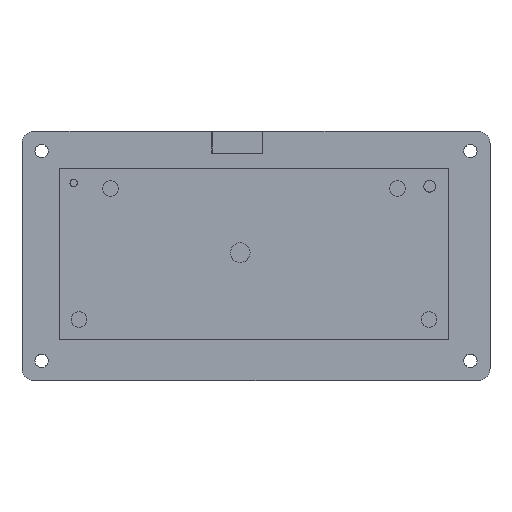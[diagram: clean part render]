
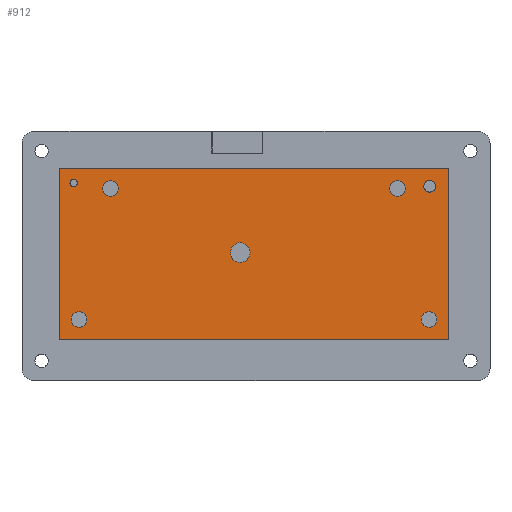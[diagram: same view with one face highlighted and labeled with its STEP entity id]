
A CAD part, top view. The second image highlights one B-rep face of the part: STEP entity #912.
In plain terms, the highlighted planar face has unit normal (0, 0, 1).
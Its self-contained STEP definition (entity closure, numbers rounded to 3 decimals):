
#29=FACE_BOUND('',#174,.T.);
#30=FACE_BOUND('',#175,.T.);
#31=FACE_BOUND('',#176,.T.);
#32=FACE_BOUND('',#177,.T.);
#33=FACE_BOUND('',#178,.T.);
#34=FACE_BOUND('',#179,.T.);
#35=FACE_BOUND('',#180,.T.);
#61=PLANE('',#1012);
#108=FACE_OUTER_BOUND('',#173,.T.);
#173=EDGE_LOOP('',(#771,#772,#773,#774));
#174=EDGE_LOOP('',(#775));
#175=EDGE_LOOP('',(#776));
#176=EDGE_LOOP('',(#777));
#177=EDGE_LOOP('',(#778));
#178=EDGE_LOOP('',(#779));
#179=EDGE_LOOP('',(#780));
#180=EDGE_LOOP('',(#781));
#260=LINE('',#1539,#333);
#261=LINE('',#1541,#334);
#262=LINE('',#1543,#335);
#263=LINE('',#1544,#336);
#333=VECTOR('',#1260,10.);
#334=VECTOR('',#1261,10.);
#335=VECTOR('',#1262,10.);
#336=VECTOR('',#1263,10.);
#350=CIRCLE('',#935,2.);
#352=CIRCLE('',#939,2.5);
#354=CIRCLE('',#943,2.);
#356=CIRCLE('',#947,2.);
#358=CIRCLE('',#951,2.);
#360=CIRCLE('',#955,1.5);
#362=CIRCLE('',#959,0.95);
#400=VERTEX_POINT('',#1333);
#402=VERTEX_POINT('',#1340);
#404=VERTEX_POINT('',#1347);
#406=VERTEX_POINT('',#1354);
#408=VERTEX_POINT('',#1361);
#410=VERTEX_POINT('',#1368);
#412=VERTEX_POINT('',#1375);
#469=VERTEX_POINT('',#1537);
#470=VERTEX_POINT('',#1538);
#471=VERTEX_POINT('',#1540);
#472=VERTEX_POINT('',#1542);
#483=EDGE_CURVE('',#400,#400,#350,.T.);
#486=EDGE_CURVE('',#402,#402,#352,.T.);
#489=EDGE_CURVE('',#404,#404,#354,.T.);
#492=EDGE_CURVE('',#406,#406,#356,.T.);
#495=EDGE_CURVE('',#408,#408,#358,.T.);
#498=EDGE_CURVE('',#410,#410,#360,.T.);
#501=EDGE_CURVE('',#412,#412,#362,.T.);
#580=EDGE_CURVE('',#469,#470,#260,.T.);
#581=EDGE_CURVE('',#471,#469,#261,.T.);
#582=EDGE_CURVE('',#472,#471,#262,.T.);
#583=EDGE_CURVE('',#470,#472,#263,.T.);
#771=ORIENTED_EDGE('',*,*,#580,.F.);
#772=ORIENTED_EDGE('',*,*,#581,.F.);
#773=ORIENTED_EDGE('',*,*,#582,.F.);
#774=ORIENTED_EDGE('',*,*,#583,.F.);
#775=ORIENTED_EDGE('',*,*,#483,.T.);
#776=ORIENTED_EDGE('',*,*,#486,.T.);
#777=ORIENTED_EDGE('',*,*,#489,.T.);
#778=ORIENTED_EDGE('',*,*,#492,.T.);
#779=ORIENTED_EDGE('',*,*,#495,.T.);
#780=ORIENTED_EDGE('',*,*,#498,.T.);
#781=ORIENTED_EDGE('',*,*,#501,.T.);
#912=ADVANCED_FACE('',(#108,#29,#30,#31,#32,#33,#34,#35),#61,.T.);
#935=AXIS2_PLACEMENT_3D('',#1335,#1048,#1049);
#939=AXIS2_PLACEMENT_3D('',#1342,#1057,#1058);
#943=AXIS2_PLACEMENT_3D('',#1349,#1066,#1067);
#947=AXIS2_PLACEMENT_3D('',#1356,#1075,#1076);
#951=AXIS2_PLACEMENT_3D('',#1363,#1084,#1085);
#955=AXIS2_PLACEMENT_3D('',#1370,#1093,#1094);
#959=AXIS2_PLACEMENT_3D('',#1377,#1102,#1103);
#1012=AXIS2_PLACEMENT_3D('',#1536,#1258,#1259);
#1048=DIRECTION('center_axis',(0.,0.,-1.));
#1049=DIRECTION('ref_axis',(-1.,0.,0.));
#1057=DIRECTION('center_axis',(0.,0.,-1.));
#1058=DIRECTION('ref_axis',(-1.,0.,0.));
#1066=DIRECTION('center_axis',(0.,0.,-1.));
#1067=DIRECTION('ref_axis',(-1.,0.,0.));
#1075=DIRECTION('center_axis',(0.,0.,-1.));
#1076=DIRECTION('ref_axis',(-1.,0.,0.));
#1084=DIRECTION('center_axis',(0.,0.,-1.));
#1085=DIRECTION('ref_axis',(-1.,0.,0.));
#1093=DIRECTION('center_axis',(0.,0.,-1.));
#1094=DIRECTION('ref_axis',(-1.,0.,0.));
#1102=DIRECTION('center_axis',(0.,0.,-1.));
#1103=DIRECTION('ref_axis',(-1.,0.,0.));
#1258=DIRECTION('center_axis',(0.,0.,1.));
#1259=DIRECTION('ref_axis',(1.,0.,0.));
#1260=DIRECTION('',(1.,0.,0.));
#1261=DIRECTION('',(0.,1.,0.));
#1262=DIRECTION('',(-1.,0.,0.));
#1263=DIRECTION('',(0.,-1.,0.));
#1333=CARTESIAN_POINT('',(4.,13.3,3.));
#1335=CARTESIAN_POINT('Origin',(2.,13.3,3.));
#1340=CARTESIAN_POINT('',(-35.5,-3.,3.));
#1342=CARTESIAN_POINT('Origin',(-38.,-3.,3.));
#1347=CARTESIAN_POINT('',(-69.,13.3,3.));
#1349=CARTESIAN_POINT('Origin',(-71.,13.3,3.));
#1354=CARTESIAN_POINT('',(12.,-20.,3.));
#1356=CARTESIAN_POINT('Origin',(10.,-20.,3.));
#1361=CARTESIAN_POINT('',(-77.,-20.,3.));
#1363=CARTESIAN_POINT('Origin',(-79.,-20.,3.));
#1368=CARTESIAN_POINT('',(11.649,13.9,3.));
#1370=CARTESIAN_POINT('Origin',(10.149,13.9,3.));
#1375=CARTESIAN_POINT('',(-79.4,14.7,3.));
#1377=CARTESIAN_POINT('Origin',(-80.35,14.7,3.));
#1536=CARTESIAN_POINT('Origin',(-34.5,-3.35,3.));
#1537=CARTESIAN_POINT('',(-84.,18.3,3.));
#1538=CARTESIAN_POINT('',(15.,18.3,3.));
#1539=CARTESIAN_POINT('',(-59.25,18.3,3.));
#1540=CARTESIAN_POINT('',(-84.,-25.,3.));
#1541=CARTESIAN_POINT('',(-84.,-14.175,3.));
#1542=CARTESIAN_POINT('',(15.,-25.,3.));
#1543=CARTESIAN_POINT('',(-9.75,-25.,3.));
#1544=CARTESIAN_POINT('',(15.,7.475,3.));
